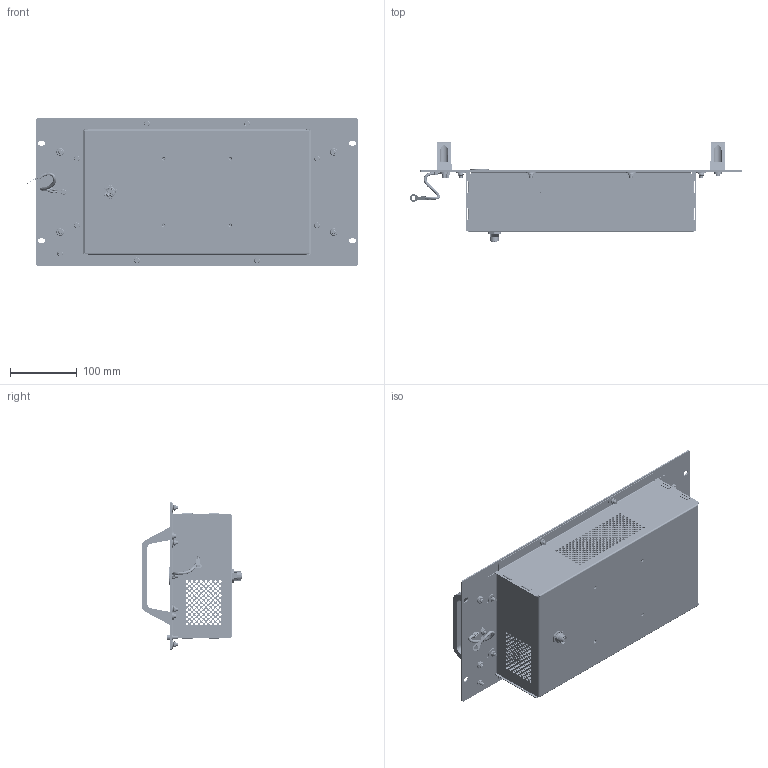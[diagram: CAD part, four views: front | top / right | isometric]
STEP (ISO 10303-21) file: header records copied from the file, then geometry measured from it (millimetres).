
FILE_DESCRIPTION(/* description */ (''),/* implementation_level */ '2;1');
FILE_NAME(/* name */ 'D200013737_001_1-Dummy_Geraetebedienung_CP7.stp',/* time_stamp */ '2023-12-14T10:39:54+01:00',/* author */ (''),/* organization */ (''),/* preprocessor_version */ 'ST-DEVELOPER v19.4',/* originating_system */ 'SIEMENS PLM Software NX2306.1700',/* authorisation */ '');
FILE_SCHEMA (('AP203_CONFIGURATION_CONTROLLED_3D_DESIGN_OF_MECHANICAL_PARTS_AND_ASSEMBLIES_MIM_LF { 1 0 10303 403 2 1 2}'));
Products named in the file (1): D200013737_001_1-Dummy_Geraetebedienung_CP7
Bounding box: 497.48 x 151.05 x 221.45 mm (x, y, z)
Surface area: 756044.5 mm2 (no closed solid volume)
Topology: 0 solids, 1644 shells, 1644 faces, 9291 edges, 8610 vertices
Faces by surface type: cylinder 936, plane 522, cone 93, bspline 80, torus 13
Full cylindrical faces by diameter (mm): 3.242 x4, 4 x581, 5 x10, 6 x4, 6.5 x8, 8.5 x1, 8.64 x1, 9 x2, 10 x4, 11 x2, 11.18 x4, 12.8 x4, 15 x8, 20 x1, 28 x1
Entity records: 120393 total; most frequent: CARTESIAN_POINT 37370, DIRECTION 13719, VERTEX_POINT 8300, ORIENTED_EDGE 8296, EDGE_CURVE 8296, AXIS2_PLACEMENT_3D 5161, CIRCLE 3588, EDGE_LOOP 3536
